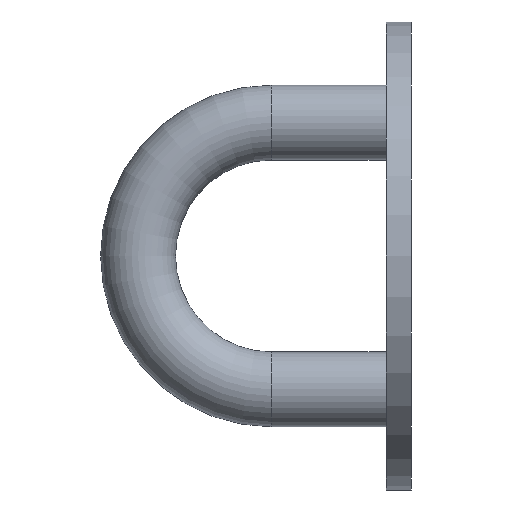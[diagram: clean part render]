
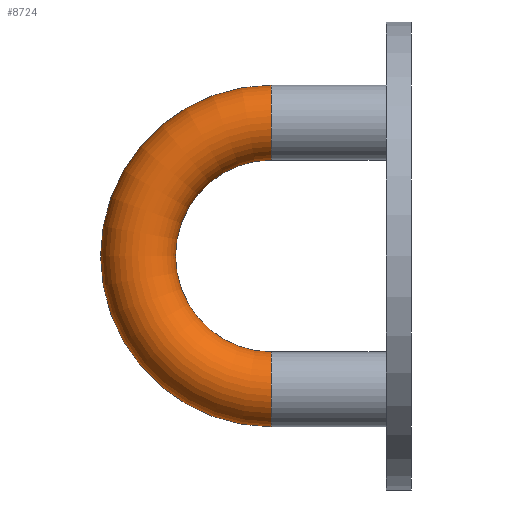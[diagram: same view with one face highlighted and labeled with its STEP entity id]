
A CAD part, left-side view. The second image highlights one B-rep face of the part: STEP entity #8724.
In plain terms, the highlighted toroidal (fillet/blend) face has major radius 14.25 mm and minor radius 4 mm.
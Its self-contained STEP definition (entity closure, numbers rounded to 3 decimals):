
#1199 = CIRCLE ( 'NONE', #5538, 18.25 ) ;
#1293 = AXIS2_PLACEMENT_3D ( 'NONE', #8641, #13135, #6073 ) ;
#1516 = DIRECTION ( 'NONE',  ( 0., 0., -1. ) ) ;
#2137 = CIRCLE ( 'NONE', #1293, 10.25 ) ;
#2376 = FACE_OUTER_BOUND ( 'NONE', #4323, .T. ) ;
#2449 = VERTEX_POINT ( 'NONE', #3786 ) ;
#2652 = VERTEX_POINT ( 'NONE', #12446 ) ;
#3014 = ORIENTED_EDGE ( 'NONE', *, *, #5935, .T. ) ;
#3291 = CIRCLE ( 'NONE', #9159, 4. ) ;
#3317 = TOROIDAL_SURFACE ( 'NONE', #3496, 14.25, 4. ) ;
#3496 = AXIS2_PLACEMENT_3D ( 'NONE', #3776, #3830, #4905 ) ;
#3776 = CARTESIAN_POINT ( 'NONE',  ( 0., 14.95, 0. ) ) ;
#3786 = CARTESIAN_POINT ( 'NONE',  ( 0., 14.95, 18.25 ) ) ;
#3830 = DIRECTION ( 'NONE',  ( -1., 0., 0. ) ) ;
#4323 = EDGE_LOOP ( 'NONE', ( #10440, #3014, #7017, #11487 ) ) ;
#4334 = DIRECTION ( 'NONE',  ( 0., 0., 1. ) ) ;
#4425 = EDGE_CURVE ( 'NONE', #11961, #7962, #5273, .T. ) ;
#4905 = DIRECTION ( 'NONE',  ( 0., 0., 1. ) ) ;
#5004 = CARTESIAN_POINT ( 'NONE',  ( 0., 14.95, 14.25 ) ) ;
#5273 = CIRCLE ( 'NONE', #10032, 4. ) ;
#5538 = AXIS2_PLACEMENT_3D ( 'NONE', #9691, #12180, #13316 ) ;
#5935 = EDGE_CURVE ( 'NONE', #2449, #11961, #1199, .T. ) ;
#6073 = DIRECTION ( 'NONE',  ( 0., 0., 1. ) ) ;
#7017 = ORIENTED_EDGE ( 'NONE', *, *, #4425, .T. ) ;
#7150 = EDGE_CURVE ( 'NONE', #2449, #2652, #3291, .T. ) ;
#7782 = CARTESIAN_POINT ( 'NONE',  ( 0., 14.95, -14.25 ) ) ;
#7962 = VERTEX_POINT ( 'NONE', #14092 ) ;
#8441 = CARTESIAN_POINT ( 'NONE',  ( 0., 14.95, -18.25 ) ) ;
#8524 = DIRECTION ( 'NONE',  ( 0., -1., 0. ) ) ;
#8641 = CARTESIAN_POINT ( 'NONE',  ( 0., 14.95, 0. ) ) ;
#8724 = ADVANCED_FACE ( 'NONE', ( #2376 ), #3317, .T. ) ;
#9159 = AXIS2_PLACEMENT_3D ( 'NONE', #5004, #8524, #1516 ) ;
#9691 = CARTESIAN_POINT ( 'NONE',  ( 0., 14.95, 0. ) ) ;
#10032 = AXIS2_PLACEMENT_3D ( 'NONE', #7782, #12438, #4334 ) ;
#10440 = ORIENTED_EDGE ( 'NONE', *, *, #7150, .F. ) ;
#11487 = ORIENTED_EDGE ( 'NONE', *, *, #13423, .F. ) ;
#11961 = VERTEX_POINT ( 'NONE', #8441 ) ;
#12180 = DIRECTION ( 'NONE',  ( -1., 0., 0. ) ) ;
#12438 = DIRECTION ( 'NONE',  ( 0., 1., 0. ) ) ;
#12446 = CARTESIAN_POINT ( 'NONE',  ( 0., 14.95, 10.25 ) ) ;
#13135 = DIRECTION ( 'NONE',  ( -1., 0., 0. ) ) ;
#13316 = DIRECTION ( 'NONE',  ( 0., 0., 1. ) ) ;
#13423 = EDGE_CURVE ( 'NONE', #2652, #7962, #2137, .T. ) ;
#14092 = CARTESIAN_POINT ( 'NONE',  ( 0., 14.95, -10.25 ) ) ;
